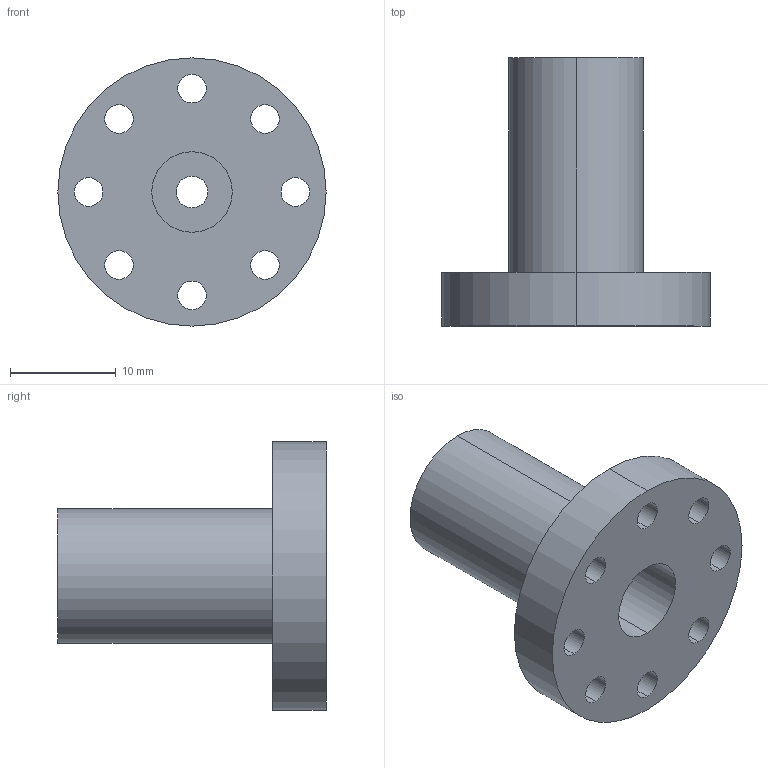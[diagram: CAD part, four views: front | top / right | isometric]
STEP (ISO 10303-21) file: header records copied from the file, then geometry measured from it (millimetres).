
FILE_DESCRIPTION (( 'STEP AP203' ), '1' );
FILE_NAME ('525123.STEP', '2015-08-14T15:47:06', ( 'Kyle' ), ( 'Microsoft' ), 'SwSTEP 2.0', 'SolidWorks 2014', '' );
FILE_SCHEMA (( 'CONFIG_CONTROL_DESIGN' ));
Length unit declared in the file: inch
Products named in the file (1): 525123
Bounding box: 25.39 x 25.4 x 25.39 mm (x, y, z)
Volume: 3857.3 mm3; surface area: 3096.2 mm2
Topology: 1 solids, 1 shells, 132 faces, 378 edges, 252 vertices
Faces by surface type: cylinder 76, plane 56
Entity records: 4489 total; most frequent: DIRECTION 796, CARTESIAN_POINT 763, ORIENTED_EDGE 756, EDGE_CURVE 378, AXIS2_PLACEMENT_3D 285, VERTEX_POINT 252, LINE 226, VECTOR 226
